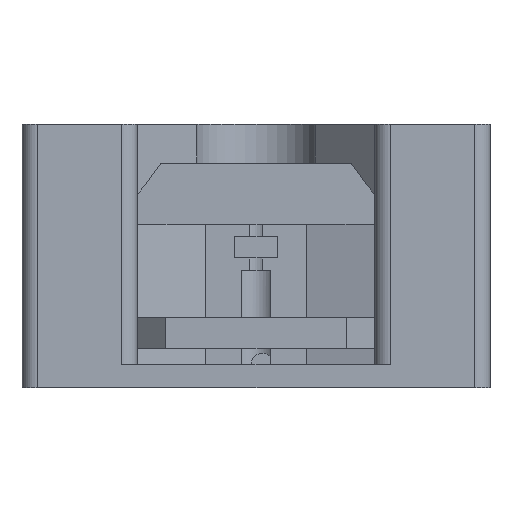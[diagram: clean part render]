
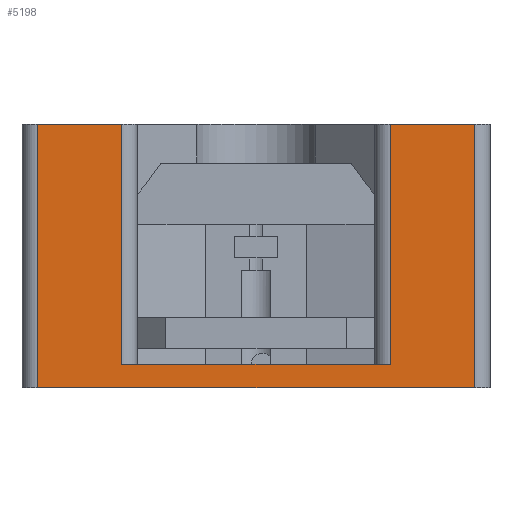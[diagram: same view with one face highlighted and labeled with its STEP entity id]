
A CAD part, front view. The second image highlights one B-rep face of the part: STEP entity #5198.
In plain terms, the highlighted planar face has unit normal (0, -1, 0).
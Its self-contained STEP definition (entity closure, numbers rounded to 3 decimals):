
#200=PLANE('',#5503);
#434=FACE_OUTER_BOUND('',#695,.T.);
#695=EDGE_LOOP('',(#4569,#4570,#4571,#4572,#4573,#4574,#4575,#4576));
#826=LINE('',#7017,#1533);
#1325=LINE('',#8083,#2032);
#1330=LINE('',#8096,#2037);
#1346=LINE('',#8131,#2053);
#1347=LINE('',#8134,#2054);
#1348=LINE('',#8136,#2055);
#1349=LINE('',#8137,#2056);
#1350=LINE('',#8138,#2057);
#1533=VECTOR('',#5710,10.);
#2032=VECTOR('',#6537,10.);
#2037=VECTOR('',#6546,10.);
#2053=VECTOR('',#6578,10.);
#2054=VECTOR('',#6581,10.);
#2055=VECTOR('',#6582,10.);
#2056=VECTOR('',#6583,10.);
#2057=VECTOR('',#6584,10.);
#2298=VERTEX_POINT('',#7014);
#2299=VERTEX_POINT('',#7016);
#2657=VERTEX_POINT('',#8080);
#2658=VERTEX_POINT('',#8082);
#2663=VERTEX_POINT('',#8093);
#2664=VERTEX_POINT('',#8095);
#2676=VERTEX_POINT('',#8133);
#2677=VERTEX_POINT('',#8135);
#2809=EDGE_CURVE('',#2299,#2298,#826,.T.);
#3330=EDGE_CURVE('',#2658,#2657,#1325,.T.);
#3337=EDGE_CURVE('',#2663,#2664,#1330,.T.);
#3355=EDGE_CURVE('',#2658,#2298,#1346,.T.);
#3356=EDGE_CURVE('',#2676,#2657,#1347,.T.);
#3357=EDGE_CURVE('',#2677,#2676,#1348,.T.);
#3358=EDGE_CURVE('',#2664,#2677,#1349,.T.);
#3359=EDGE_CURVE('',#2299,#2663,#1350,.T.);
#4569=ORIENTED_EDGE('',*,*,#3356,.F.);
#4570=ORIENTED_EDGE('',*,*,#3357,.F.);
#4571=ORIENTED_EDGE('',*,*,#3358,.F.);
#4572=ORIENTED_EDGE('',*,*,#3337,.F.);
#4573=ORIENTED_EDGE('',*,*,#3359,.F.);
#4574=ORIENTED_EDGE('',*,*,#2809,.T.);
#4575=ORIENTED_EDGE('',*,*,#3355,.F.);
#4576=ORIENTED_EDGE('',*,*,#3330,.T.);
#5198=ADVANCED_FACE('',(#434),#200,.T.);
#5503=AXIS2_PLACEMENT_3D('',#8132,#6579,#6580);
#5710=DIRECTION('',(1.,0.,0.));
#6537=DIRECTION('',(-1.,0.,0.));
#6546=DIRECTION('',(1.,0.,0.));
#6578=DIRECTION('',(0.,0.,-1.));
#6579=DIRECTION('center_axis',(0.,-1.,0.));
#6580=DIRECTION('ref_axis',(1.,0.,0.));
#6581=DIRECTION('',(0.,0.,1.));
#6582=DIRECTION('',(1.,0.,0.));
#6583=DIRECTION('',(0.,0.,-1.));
#6584=DIRECTION('',(0.,0.,1.));
#7014=CARTESIAN_POINT('',(28.,-28.9,0.));
#7016=CARTESIAN_POINT('',(-28.,-28.9,0.));
#7017=CARTESIAN_POINT('',(-30.,-28.9,0.));
#8080=CARTESIAN_POINT('',(17.229,-28.9,33.8));
#8082=CARTESIAN_POINT('',(28.,-28.9,33.8));
#8083=CARTESIAN_POINT('',(26.307,-28.9,33.8));
#8093=CARTESIAN_POINT('',(-28.,-28.9,33.8));
#8095=CARTESIAN_POINT('',(-17.229,-28.9,33.8));
#8096=CARTESIAN_POINT('',(-26.307,-28.9,33.8));
#8131=CARTESIAN_POINT('',(28.,-28.9,0.));
#8132=CARTESIAN_POINT('Origin',(-30.,-28.9,0.));
#8133=CARTESIAN_POINT('',(17.229,-28.9,3.));
#8134=CARTESIAN_POINT('',(17.229,-28.9,1.5));
#8135=CARTESIAN_POINT('',(-17.229,-28.9,3.));
#8136=CARTESIAN_POINT('',(-30.,-28.9,3.));
#8137=CARTESIAN_POINT('',(-17.229,-28.9,1.5));
#8138=CARTESIAN_POINT('',(-28.,-28.9,0.));
